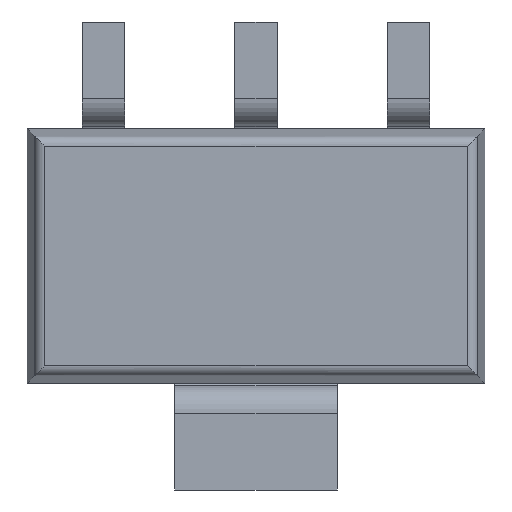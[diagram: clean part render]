
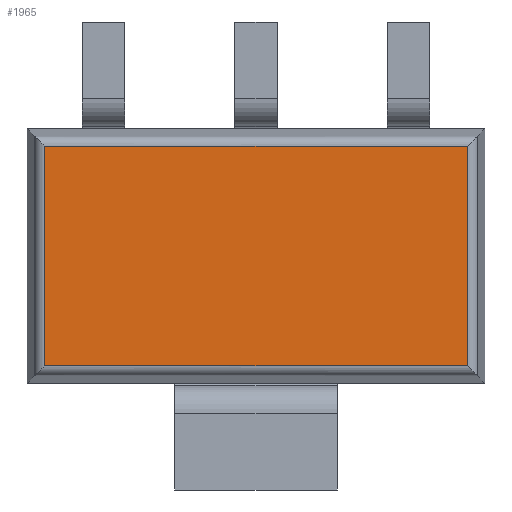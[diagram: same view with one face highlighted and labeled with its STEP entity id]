
A CAD part, front view. The second image highlights one B-rep face of the part: STEP entity #1965.
In plain terms, the highlighted planar face has unit normal (0, -1, 0).
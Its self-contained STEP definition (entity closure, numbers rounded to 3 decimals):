
#1926 = CARTESIAN_POINT ( 'NONE',  ( 2.078, 0., -1.078 ) ) ;
#1927 = VERTEX_POINT ( 'NONE', #1926 ) ;
#1928 = CARTESIAN_POINT ( 'NONE',  ( 2.078, 0., 1.078 ) ) ;
#1929 = VERTEX_POINT ( 'NONE', #1928 ) ;
#1930 = CARTESIAN_POINT ( 'NONE',  ( 2.078, 0., 0. ) ) ;
#1931 = DIRECTION ( 'NONE',  ( 0., 0., 1. ) ) ;
#1932 = VECTOR ( 'NONE', #1931, 1000. ) ;
#1933 = LINE ( 'NONE', #1930, #1932 ) ;
#1934 = EDGE_CURVE ( 'NONE', #1927, #1929, #1933, .T. ) ;
#1935 = ORIENTED_EDGE ( 'NONE', *, *, #1934, .T. ) ;
#1936 = CARTESIAN_POINT ( 'NONE',  ( -2.078, 0., 1.078 ) ) ;
#1937 = VERTEX_POINT ( 'NONE', #1936 ) ;
#1938 = CARTESIAN_POINT ( 'NONE',  ( 0., 0., 1.078 ) ) ;
#1939 = DIRECTION ( 'NONE',  ( -1., 0., 0. ) ) ;
#1940 = VECTOR ( 'NONE', #1939, 1000. ) ;
#1941 = LINE ( 'NONE', #1938, #1940 ) ;
#1942 = EDGE_CURVE ( 'NONE', #1929, #1937, #1941, .T. ) ;
#1943 = ORIENTED_EDGE ( 'NONE', *, *, #1942, .T. ) ;
#1944 = CARTESIAN_POINT ( 'NONE',  ( -2.078, 0., -1.078 ) ) ;
#1945 = VERTEX_POINT ( 'NONE', #1944 ) ;
#1946 = CARTESIAN_POINT ( 'NONE',  ( -2.078, 0., 0. ) ) ;
#1947 = DIRECTION ( 'NONE',  ( 0., 0., -1. ) ) ;
#1948 = VECTOR ( 'NONE', #1947, 1000. ) ;
#1949 = LINE ( 'NONE', #1946, #1948 ) ;
#1950 = EDGE_CURVE ( 'NONE', #1937, #1945, #1949, .T. ) ;
#1951 = ORIENTED_EDGE ( 'NONE', *, *, #1950, .T. ) ;
#1952 = CARTESIAN_POINT ( 'NONE',  ( 0., 0., -1.078 ) ) ;
#1953 = DIRECTION ( 'NONE',  ( 1., 0., 0. ) ) ;
#1954 = VECTOR ( 'NONE', #1953, 1000. ) ;
#1955 = LINE ( 'NONE', #1952, #1954 ) ;
#1956 = EDGE_CURVE ( 'NONE', #1945, #1927, #1955, .T. ) ;
#1957 = ORIENTED_EDGE ( 'NONE', *, *, #1956, .T. ) ;
#1958 = EDGE_LOOP ( 'NONE', ( #1935, #1943, #1951, #1957 ) ) ;
#1959 = FACE_OUTER_BOUND ( 'NONE', #1958, .T. ) ;
#1960 = CARTESIAN_POINT ( 'NONE',  ( 0., 0., 0. ) ) ;
#1961 = DIRECTION ( 'NONE',  ( 0., -1., 0. ) ) ;
#1962 = DIRECTION ( 'NONE',  ( 0., 0., -1. ) ) ;
#1963 = AXIS2_PLACEMENT_3D ( 'NONE', #1960, #1961, #1962 ) ;
#1964 = PLANE ( 'NONE', #1963 ) ;
#1965 = ADVANCED_FACE ( 'NONE', ( #1959 ), #1964, .T. ) ;
